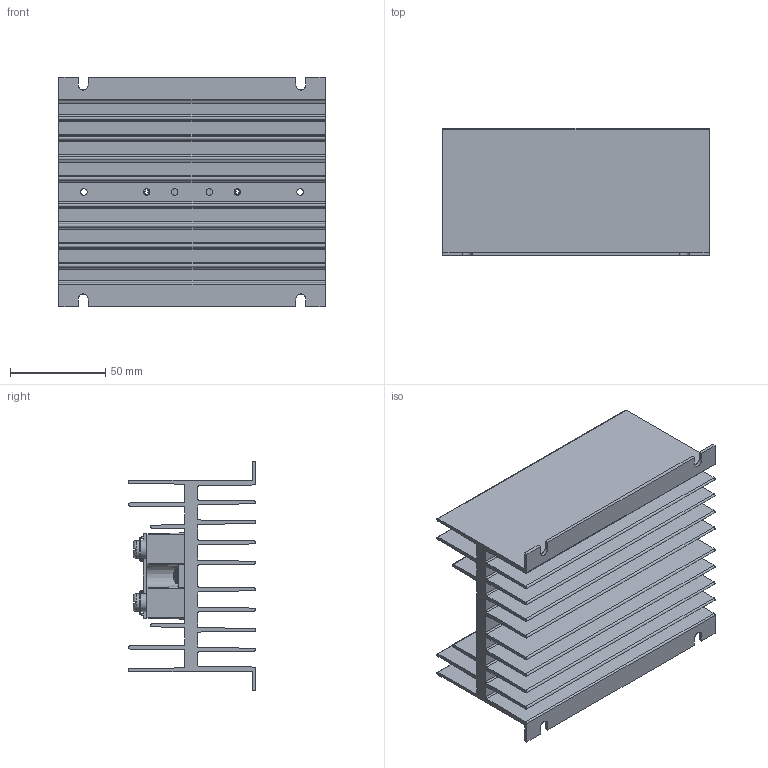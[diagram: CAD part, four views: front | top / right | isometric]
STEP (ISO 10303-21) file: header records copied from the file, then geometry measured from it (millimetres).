
FILE_DESCRIPTION (( 'STEP AP214' ), '1' );
FILE_NAME ('108402.STEP', '2016-12-12T17:22:42', ( '' ), ( '' ), 'SwSTEP 2.0', 'SolidWorks 2015', '' );
FILE_SCHEMA (( 'AUTOMOTIVE_DESIGN' ));
Length unit declared in the file: inch
Products named in the file (1): 108402
Bounding box: 139.7 x 66.8 x 120.65 mm (x, y, z)
Surface area: 175201.7 mm2 (no closed solid volume)
Topology: 0 solids, 354 shells, 384 faces, 2076 edges, 2046 vertices
Faces by surface type: plane 255, cylinder 70, bspline 34, cone 17, sphere 8
Entity records: 29866 total; most frequent: CARTESIAN_POINT 10044, DIRECTION 2586, ORIENTED_EDGE 2125, EDGE_CURVE 2076, VERTEX_POINT 2046, VECTOR 1420, LINE 1420, AXIS2_PLACEMENT_3D 583
